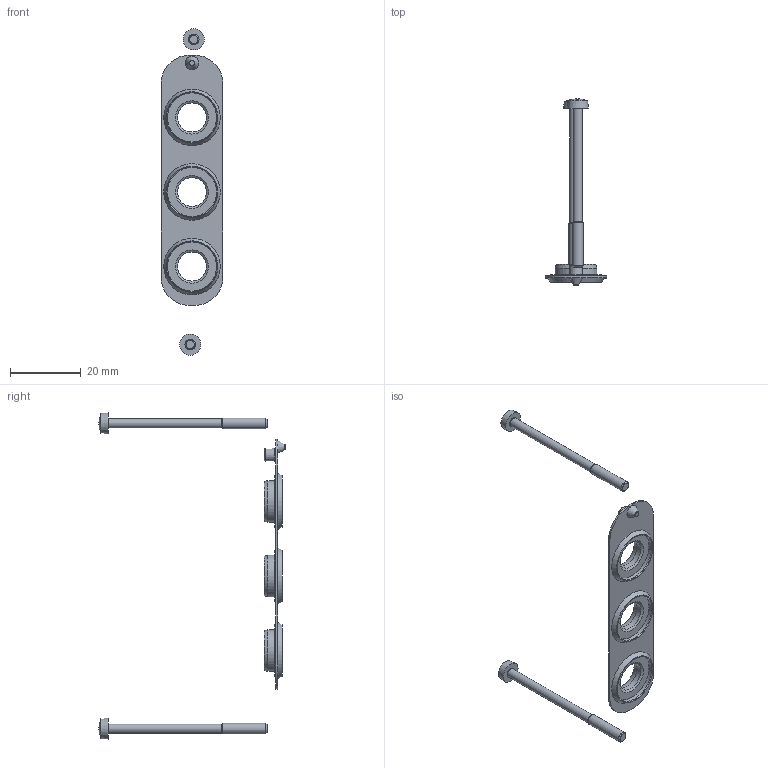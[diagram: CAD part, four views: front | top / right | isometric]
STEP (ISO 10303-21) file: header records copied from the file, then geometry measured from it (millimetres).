
FILE_DESCRIPTION(/* description */ ('STEP AP214'),/* implementation_level */ '2;1');
FILE_NAME(/* name */ '574479_VABD-L1-18X-S-G14',/* time_stamp */ '2024-09-12T03:18:34+02:00',/* author */ ('License CC BY-ND 4.0'),/* organization */ ('CADENAS'),/* preprocessor_version */ 'ST-DEVELOPER v19.3',/* originating_system */ 'PARTsolutions',/* authorisation */ ' ');
FILE_SCHEMA (('AUTOMOTIVE_DESIGN {1 0 10303 214 3 1 1}'));
Length unit declared in the file: millimetre
Products named in the file (3): 574479 VABD-L1-18X-S-G14; 574479 VABD-L1-18X-S-G14---(DR); 1457450 M3X45-10.9
Assembly tree (3 placements, depth 2):
  574479 VABD-L1-18X-S-G14
    574479 VABD-L1-18X-S-G14---(DR)
    1457450 M3X45-10.9  x2
Bounding box: 17.5 x 52.69 x 92.4 mm (x, y, z)
Volume: 1840.5 mm3; surface area: 4007.4 mm2
Topology: 3 solids, 3 shells, 110 faces, 241 edges, 151 vertices
Faces by surface type: plane 48, torus 22, cone 21, cylinder 17, sphere 2
Full cylindrical faces by diameter (mm): 2.6 x2, 3 x2, 8.2 x3, 11.8 x3, 13.9 x3
Entity records: 2129 total; most frequent: DIRECTION 398, CARTESIAN_POINT 326, ORIENTED_EDGE 254, AXIS2_PLACEMENT_3D 179, EDGE_LOOP 158, FACE_BOUND 158, EDGE_CURVE 127, VERTEX_POINT 107
